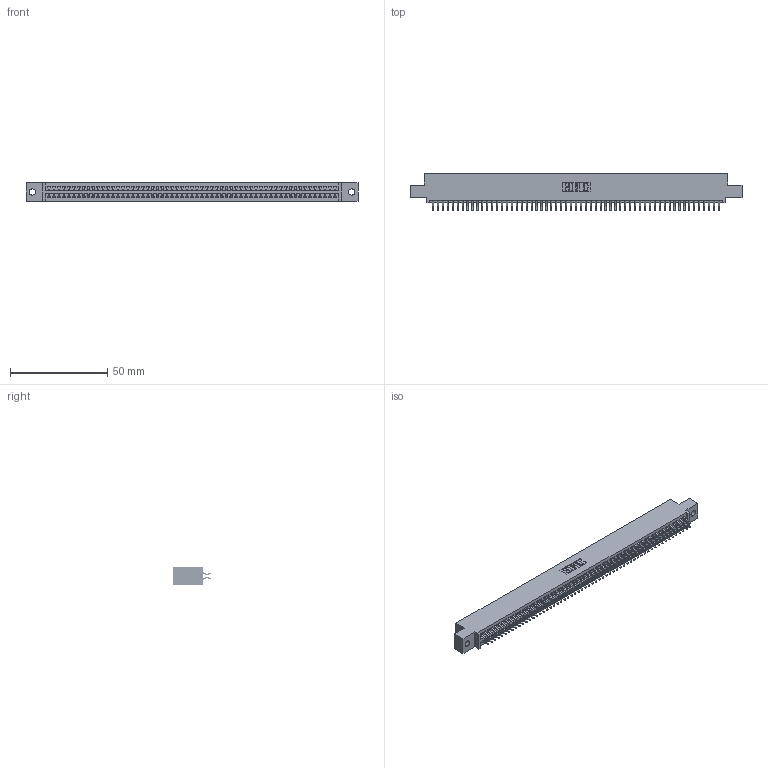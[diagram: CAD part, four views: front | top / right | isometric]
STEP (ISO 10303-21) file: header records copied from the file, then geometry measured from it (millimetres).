
FILE_DESCRIPTION (( 'STEP AP203' ), '1' );
FILE_NAME ('345-118-556-502.STEP', '2019-11-05T21:42:30', ( '' ), ( '' ), 'SwSTEP 2.0', 'SolidWorks 2016', '' );
FILE_SCHEMA (( 'CONFIG_CONTROL_DESIGN' ));
Length unit declared in the file: inch
Products named in the file (3): 345-118-556-502; 345 Part_0.110 Offset - 0.128 Dia; 345-292-001_556 Tail
Assembly tree (119 placements, depth 2):
  345-118-556-502
    345 Part_0.110 Offset - 0.128 Dia
    345-292-001_556 Tail  x118
Bounding box: 171.07 x 19.24 x 9.4 mm (x, y, z)
Volume: 16660.9 mm3; surface area: 24673.7 mm2
Topology: 119 solids, 119 shells, 6738 faces, 20059 edges, 13214 vertices
Faces by surface type: plane 4450, cylinder 2288
Entity records: 44359 total; most frequent: CARTESIAN_POINT 7436, ORIENTED_EDGE 7358, DIRECTION 6523, EDGE_CURVE 3679, VECTOR 3303, LINE 3303, VERTEX_POINT 2450, AXIS2_PLACEMENT_3D 1610
